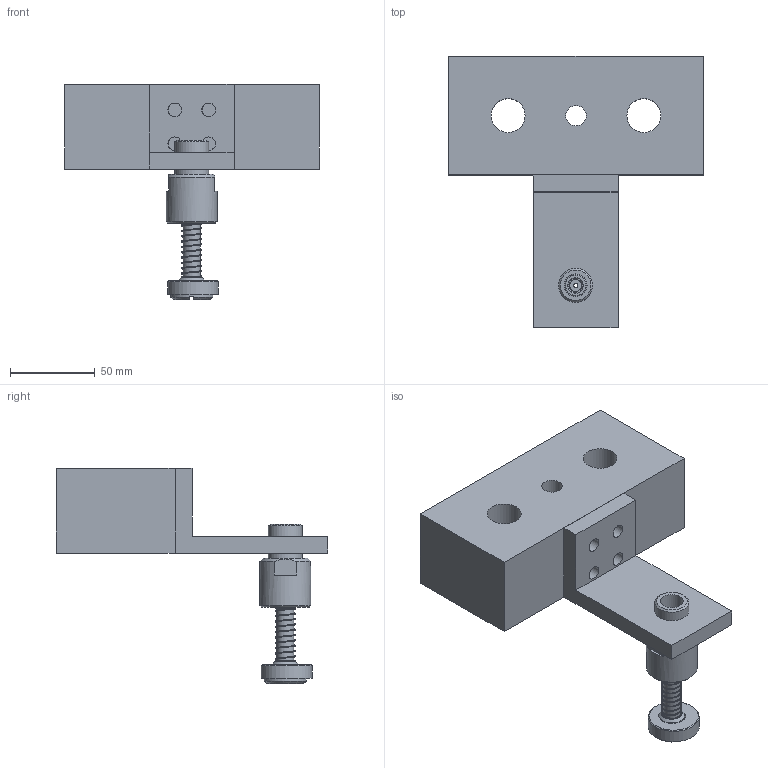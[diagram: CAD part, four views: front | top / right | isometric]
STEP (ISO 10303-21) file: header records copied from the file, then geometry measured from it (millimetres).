
FILE_DESCRIPTION(/* description */ (''),/* implementation_level */ '2;1');
FILE_NAME(/* name */ 'gripperrrisolated_ipt_96b95083.STEP',/* time_stamp */ '2023-10-30T02:32:13+02:00',/* author */ ('habib'),/* organization */ (''),/* preprocessor_version */ 'ST-DEVELOPER v18.1',/* originating_system */ 'Autodesk Inventor 2021',/* authorisation */ '');
FILE_SCHEMA (('AUTOMOTIVE_DESIGN { 1 0 10303 214 3 1 1 }'));
Length unit declared in the file: millimetre
Products named in the file (1): gripperrrisolated
Bounding box: 150 x 160 x 126.88 mm (x, y, z)
Volume: 573180.3 mm3; surface area: 87296.2 mm2
Topology: 7 solids, 7 shells, 102 faces, 233 edges, 157 vertices
Faces by surface type: plane 54, cylinder 29, cone 18, bspline 1
Full cylindrical faces by diameter (mm): 2.5 x1, 7 x1, 8 x8, 8.9 x1, 10 x1, 10.2 x1, 11 x1, 12 x1, 13 x2, 13.4 x1, 14 x2, 15.2 x1, 20 x4, 24 x1, 25 x1, 30 x2
Entity records: 4940 total; most frequent: CARTESIAN_POINT 2428, DIRECTION 523, ORIENTED_EDGE 466, EDGE_CURVE 233, AXIS2_PLACEMENT_3D 204, VERTEX_POINT 157, EDGE_LOOP 138, LINE 115
